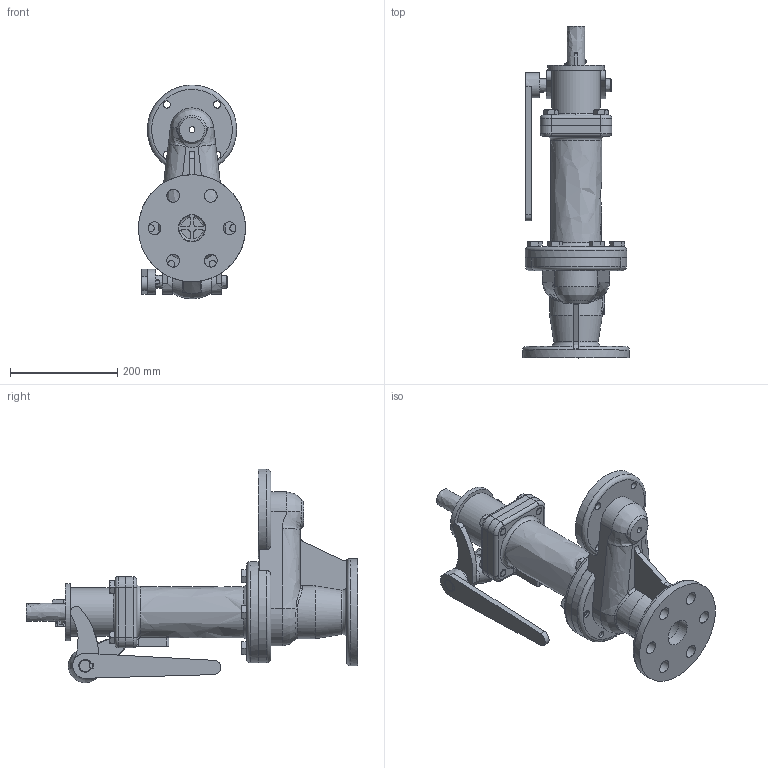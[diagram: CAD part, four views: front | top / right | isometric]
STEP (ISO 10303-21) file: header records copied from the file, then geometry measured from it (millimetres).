
FILE_DESCRIPTION(('FreeCAD Model'),'2;1');
FILE_NAME('Open CASCADE Shape Model','2025-05-07T16:52:47',('FreeCAD'),( 'FreeCAD'),'Open CASCADE STEP processor 7.6','FreeCAD','Unknown');
FILE_SCHEMA(('AUTOMOTIVE_DESIGN { 1 0 10303 214 1 1 1 1 }'));
Length unit declared in the file: millimetre
Products named in the file (1): Open CASCADE STEP translator 7.6 1
Bounding box: 199.36 x 618.05 x 397.96 mm (x, y, z)
Volume: 5677092.8 mm3; surface area: 1048481.4 mm2
Topology: 36 solids, 36 shells, 772 faces, 1846 edges, 1170 vertices
Faces by surface type: bspline 772
Entity records: 30267 total; most frequent: CARTESIAN_POINT 19531, ORIENTED_EDGE 3658, EDGE_CURVE 1829, VERTEX_POINT 1168, B_SPLINE_CURVE_WITH_KNOTS 985, FACE_BOUND 931, EDGE_LOOP 931, ADVANCED_FACE 772
